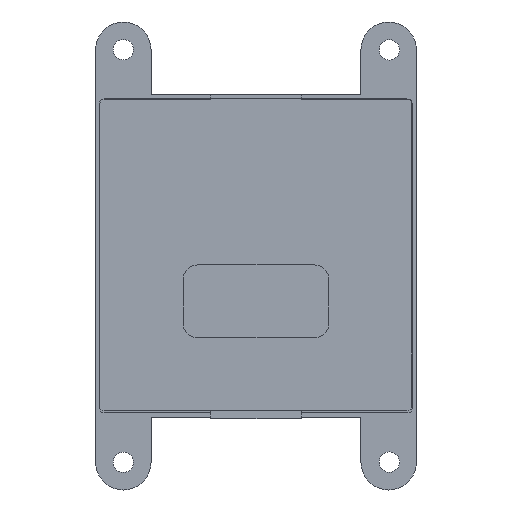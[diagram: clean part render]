
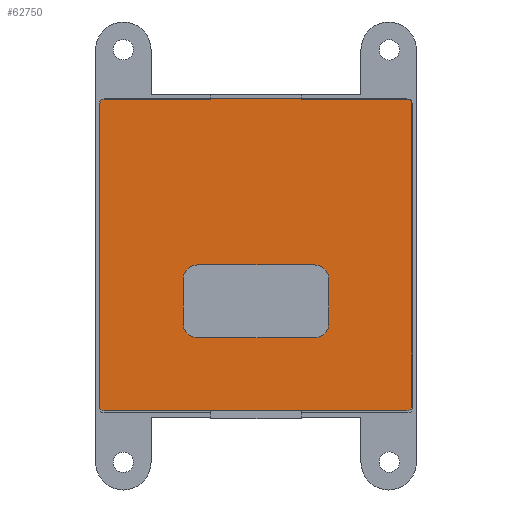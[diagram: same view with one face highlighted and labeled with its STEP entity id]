
A CAD part, front view. The second image highlights one B-rep face of the part: STEP entity #62750.
In plain terms, the highlighted planar face has unit normal (0, -1, 0).
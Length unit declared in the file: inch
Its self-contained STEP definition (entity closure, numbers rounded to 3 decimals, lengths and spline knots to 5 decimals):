
#1111 = VECTOR ( 'NONE', #163570, 39.37008 ) ;
#4637 = ORIENTED_EDGE ( 'NONE', *, *, #5699, .F. ) ;
#5699 = EDGE_CURVE ( 'NONE', #135911, #36045, #49987, .T. ) ;
#6372 = CARTESIAN_POINT ( 'NONE',  ( 1.03801, 0., -1.07 ) ) ;
#6690 = VERTEX_POINT ( 'NONE', #168291 ) ;
#7120 = AXIS2_PLACEMENT_3D ( 'NONE', #97406, #152975, #25288 ) ;
#8430 = CARTESIAN_POINT ( 'NONE',  ( 1.07, 0., 1.05675 ) ) ;
#8589 = CARTESIAN_POINT ( 'NONE',  ( -1.07, 0., -1.03801 ) ) ;
#10603 = DIRECTION ( 'NONE',  ( -1., 0., 0. ) ) ;
#10749 = CARTESIAN_POINT ( 'NONE',  ( -1.07, 0., 1.05675 ) ) ;
#11207 = VERTEX_POINT ( 'NONE', #90393 ) ;
#18184 = EDGE_LOOP ( 'NONE', ( #61783, #155774, #4637, #90864, #166710, #227397, #78327, #159587 ) ) ;
#22132 = CARTESIAN_POINT ( 'NONE',  ( -1.07, 0., -1.03801 ) ) ;
#23603 = CARTESIAN_POINT ( 'NONE',  ( -1.03801, 0., -1.07 ) ) ;
#25288 = DIRECTION ( 'NONE',  ( 0., 0., 1. ) ) ;
#29825 = CARTESIAN_POINT ( 'NONE',  ( 1.03801, 0., -1.07 ) ) ;
#30035 = EDGE_CURVE ( 'NONE', #6690, #131593, #234093, .T. ) ;
#36045 = VERTEX_POINT ( 'NONE', #214203 ) ;
#44317 = VECTOR ( 'NONE', #10603, 39.37008 ) ;
#48316 = PLANE ( 'NONE',  #7120 ) ;
#49987 = LINE ( 'NONE', #61416, #44317 ) ;
#61416 = CARTESIAN_POINT ( 'NONE',  ( -1.07, 0., -1.07 ) ) ;
#61783 = ORIENTED_EDGE ( 'NONE', *, *, #204059, .F. ) ;
#62750 = ADVANCED_FACE ( 'NONE', ( #162529 ), #48316, .F. ) ;
#69669 = CARTESIAN_POINT ( 'NONE',  ( -1.07, 0., 1.07 ) ) ;
#78327 = ORIENTED_EDGE ( 'NONE', *, *, #90903, .F. ) ;
#81316 = CARTESIAN_POINT ( 'NONE',  ( 1.03801, 0., 1.07 ) ) ;
#82221 = LINE ( 'NONE', #69669, #116249 ) ;
#90393 = CARTESIAN_POINT ( 'NONE',  ( -1.07, 0., 1.03801 ) ) ;
#90864 = ORIENTED_EDGE ( 'NONE', *, *, #232779, .T. ) ;
#90903 = EDGE_CURVE ( 'NONE', #234300, #228105, #82221, .T. ) ;
#92488 = VERTEX_POINT ( 'NONE', #22132 ) ;
#93034 = VECTOR ( 'NONE', #224631, 39.37008 ) ;
#93332 = EDGE_CURVE ( 'NONE', #234300, #11207, #144168, .T. ) ;
#97406 = CARTESIAN_POINT ( 'NONE',  ( -1.07, 0., 1.07 ) ) ;
#98091 = CARTESIAN_POINT ( 'NONE',  ( -1.07, 0., -1.05675 ) ) ;
#101171 = CARTESIAN_POINT ( 'NONE',  ( 1.07, 0., -1.03801 ) ) ;
#116249 = VECTOR ( 'NONE', #141865, 39.37008 ) ;
#116323 = CARTESIAN_POINT ( 'NONE',  ( 1.05675, 0., 1.07 ) ) ;
#122480 = CARTESIAN_POINT ( 'NONE',  ( 1.07, 0., -1.03801 ) ) ;
#124311 = LINE ( 'NONE', #227780, #93034 ) ;
#124915 =( BOUNDED_CURVE ( )  B_SPLINE_CURVE ( 3, ( #151960, #8430, #116323, #81316 ),
 .UNSPECIFIED., .F., .T. ) 
 B_SPLINE_CURVE_WITH_KNOTS ( ( 4, 4 ),
 ( 5.49813, 7.06824 ),
 .UNSPECIFIED. ) 
 CURVE ( )  GEOMETRIC_REPRESENTATION_ITEM ( )  RATIONAL_B_SPLINE_CURVE ( ( 1., 0.805, 0.805, 1. ) ) 
 REPRESENTATION_ITEM ( '' )  );
#131593 = VERTEX_POINT ( 'NONE', #122480 ) ;
#135911 = VERTEX_POINT ( 'NONE', #6372 ) ;
#136858 = CARTESIAN_POINT ( 'NONE',  ( -1.05675, 0., 1.07 ) ) ;
#140819 = EDGE_CURVE ( 'NONE', #92488, #36045, #182173, .T. ) ;
#141865 = DIRECTION ( 'NONE',  ( 1., 0., 0. ) ) ;
#144168 =( BOUNDED_CURVE ( )  B_SPLINE_CURVE ( 3, ( #193914, #136858, #10749, #229057 ),
 .UNSPECIFIED., .F., .F. ) 
 B_SPLINE_CURVE_WITH_KNOTS ( ( 4, 4 ),
 ( 5.49813, 7.06824 ),
 .UNSPECIFIED. ) 
 CURVE ( )  GEOMETRIC_REPRESENTATION_ITEM ( )  RATIONAL_B_SPLINE_CURVE ( ( 1., 0.805, 0.805, 1. ) ) 
 REPRESENTATION_ITEM ( '' )  );
#151960 = CARTESIAN_POINT ( 'NONE',  ( 1.07, 0., 1.03801 ) ) ;
#152975 = DIRECTION ( 'NONE',  ( 0., 1., 0. ) ) ;
#155774 = ORIENTED_EDGE ( 'NONE', *, *, #140819, .T. ) ;
#159587 = ORIENTED_EDGE ( 'NONE', *, *, #93332, .T. ) ;
#162529 = FACE_OUTER_BOUND ( 'NONE', #18184, .T. ) ;
#163570 = DIRECTION ( 'NONE',  ( 0., 0., -1. ) ) ;
#166710 = ORIENTED_EDGE ( 'NONE', *, *, #30035, .F. ) ;
#168291 = CARTESIAN_POINT ( 'NONE',  ( 1.07, 0., 1.03801 ) ) ;
#172721 = CARTESIAN_POINT ( 'NONE',  ( 1.05675, 0., -1.07 ) ) ;
#182173 =( BOUNDED_CURVE ( )  B_SPLINE_CURVE ( 3, ( #8589, #98091, #186330, #23603 ),
 .UNSPECIFIED., .F., .F. ) 
 B_SPLINE_CURVE_WITH_KNOTS ( ( 4, 4 ),
 ( 5.49813, 7.06824 ),
 .UNSPECIFIED. ) 
 CURVE ( )  GEOMETRIC_REPRESENTATION_ITEM ( )  RATIONAL_B_SPLINE_CURVE ( ( 1., 0.805, 0.805, 1. ) ) 
 REPRESENTATION_ITEM ( '' )  );
#186330 = CARTESIAN_POINT ( 'NONE',  ( -1.05675, 0., -1.07 ) ) ;
#193914 = CARTESIAN_POINT ( 'NONE',  ( -1.03801, 0., 1.07 ) ) ;
#196924 = CARTESIAN_POINT ( 'NONE',  ( 1.03801, 0., 1.07 ) ) ;
#200965 = CARTESIAN_POINT ( 'NONE',  ( -1.03801, 0., 1.07 ) ) ;
#204059 = EDGE_CURVE ( 'NONE', #92488, #11207, #124311, .T. ) ;
#211601 = CARTESIAN_POINT ( 'NONE',  ( 1.07, 0., -1.05675 ) ) ;
#213413 =( BOUNDED_CURVE ( )  B_SPLINE_CURVE ( 3, ( #29825, #172721, #211601, #101171 ),
 .UNSPECIFIED., .F., .F. ) 
 B_SPLINE_CURVE_WITH_KNOTS ( ( 4, 4 ),
 ( 5.49813, 7.06824 ),
 .UNSPECIFIED. ) 
 CURVE ( )  GEOMETRIC_REPRESENTATION_ITEM ( )  RATIONAL_B_SPLINE_CURVE ( ( 1., 0.805, 0.805, 1. ) ) 
 REPRESENTATION_ITEM ( '' )  );
#214203 = CARTESIAN_POINT ( 'NONE',  ( -1.03801, 0., -1.07 ) ) ;
#216141 = EDGE_CURVE ( 'NONE', #6690, #228105, #124915, .T. ) ;
#219224 = CARTESIAN_POINT ( 'NONE',  ( 1.07, 0., -1.07 ) ) ;
#224631 = DIRECTION ( 'NONE',  ( 0., 0., 1. ) ) ;
#227397 = ORIENTED_EDGE ( 'NONE', *, *, #216141, .T. ) ;
#227780 = CARTESIAN_POINT ( 'NONE',  ( -1.07, 0., -1.07 ) ) ;
#228105 = VERTEX_POINT ( 'NONE', #196924 ) ;
#229057 = CARTESIAN_POINT ( 'NONE',  ( -1.07, 0., 1.03801 ) ) ;
#232779 = EDGE_CURVE ( 'NONE', #135911, #131593, #213413, .T. ) ;
#234093 = LINE ( 'NONE', #219224, #1111 ) ;
#234300 = VERTEX_POINT ( 'NONE', #200965 ) ;
